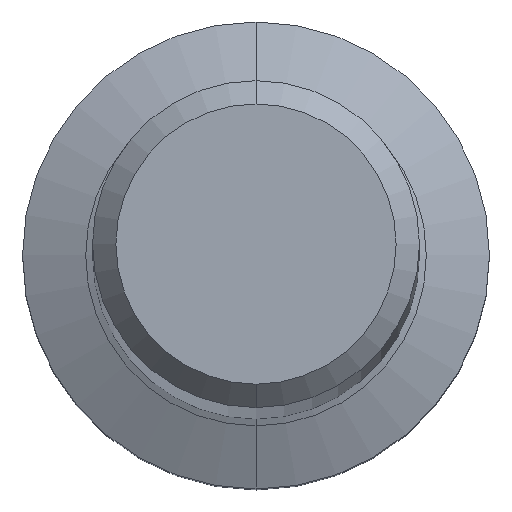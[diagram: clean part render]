
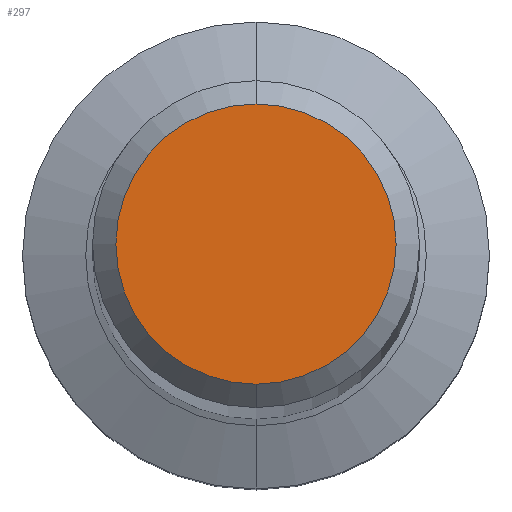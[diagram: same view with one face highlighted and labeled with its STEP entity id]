
A CAD part, top view. The second image highlights one B-rep face of the part: STEP entity #297.
In plain terms, the highlighted planar face has unit normal (0, 0, 1).
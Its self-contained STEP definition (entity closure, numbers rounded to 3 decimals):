
#297=ADVANCED_FACE('',(#663),#664,.T.);
#421=EDGE_CURVE('',#515,#529,#800,.T.);
#515=VERTEX_POINT('',#906);
#523=EDGE_CURVE('',#529,#515,#914,.T.);
#529=VERTEX_POINT('',#921);
#663=FACE_OUTER_BOUND('',#1139,.T.);
#664=PLANE('',#1140);
#800=CIRCLE('',#1425,1.2);
#906=CARTESIAN_POINT('',(0.0,1.2,0.0));
#914=CIRCLE('',#1614,1.2);
#921=CARTESIAN_POINT('',(0.,-1.2,0.0));
#1139=EDGE_LOOP('',(#1760,#1761));
#1140=AXIS2_PLACEMENT_3D('',#1762,#1763,#1764);
#1425=AXIS2_PLACEMENT_3D('',#1922,#1923,#1924);
#1614=AXIS2_PLACEMENT_3D('',#2064,#2065,#2066);
#1760=ORIENTED_EDGE('',*,*,#421,.F.);
#1761=ORIENTED_EDGE('',*,*,#523,.F.);
#1762=CARTESIAN_POINT('',(0.0,0.6,0.0));
#1763=DIRECTION('',(-0.0,0.0,1.0));
#1764=DIRECTION('',(0.0,-1.0,0.0));
#1922=CARTESIAN_POINT('',(0.0,0.0,0.0));
#1923=DIRECTION('',(0.0,0.0,-1.0));
#1924=DIRECTION('',(0.0,1.0,0.0));
#2064=CARTESIAN_POINT('',(0.0,0.0,0.0));
#2065=DIRECTION('',(0.0,0.0,-1.0));
#2066=DIRECTION('',(0.0,1.0,0.0));
